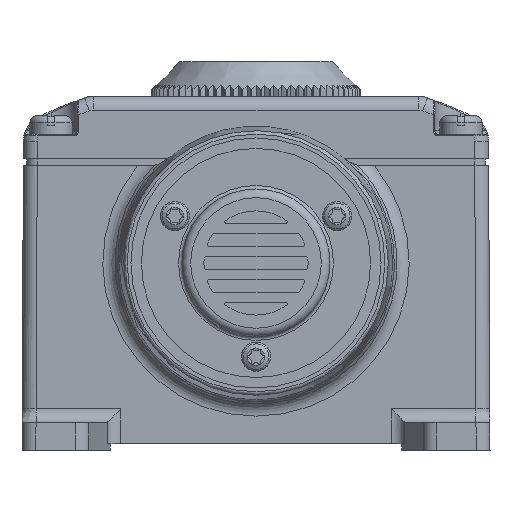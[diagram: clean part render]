
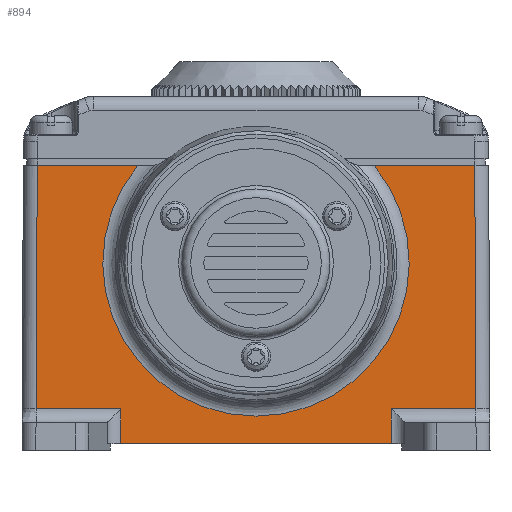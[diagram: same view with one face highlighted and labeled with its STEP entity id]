
A CAD part, left-side view. The second image highlights one B-rep face of the part: STEP entity #894.
In plain terms, the highlighted planar face has unit normal (-1, 0, 0).
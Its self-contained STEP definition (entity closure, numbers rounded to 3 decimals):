
#894 = ADVANCED_FACE( '', ( #2551 ), #2552, .F. );
#2551 = FACE_OUTER_BOUND( '', #5145, .T. );
#2552 = PLANE( '', #5146 );
#5145 = EDGE_LOOP( '', ( #9999, #10000, #10001, #10002, #10003, #10004, #10005, #10006, #10007, #10008 ) );
#5146 = AXIS2_PLACEMENT_3D( '', #10009, #10010, #10011 );
#9999 = ORIENTED_EDGE( '', *, *, #17267, .T. );
#10000 = ORIENTED_EDGE( '', *, *, #17268, .T. );
#10001 = ORIENTED_EDGE( '', *, *, #17139, .T. );
#10002 = ORIENTED_EDGE( '', *, *, #17269, .F. );
#10003 = ORIENTED_EDGE( '', *, *, #17270, .F. );
#10004 = ORIENTED_EDGE( '', *, *, #17271, .F. );
#10005 = ORIENTED_EDGE( '', *, *, #17272, .F. );
#10006 = ORIENTED_EDGE( '', *, *, #17273, .F. );
#10007 = ORIENTED_EDGE( '', *, *, #17274, .T. );
#10008 = ORIENTED_EDGE( '', *, *, #17275, .T. );
#10009 = CARTESIAN_POINT( '', ( -45.5, 33.5, 40. ) );
#10010 = DIRECTION( '', ( 1., 0., 0. ) );
#10011 = DIRECTION( '', ( 0., 1., 0. ) );
#17139 = EDGE_CURVE( '', #20105, #20103, #20106, .T. );
#17267 = EDGE_CURVE( '', #20334, #20335, #20336, .T. );
#17268 = EDGE_CURVE( '', #20335, #20105, #20337, .T. );
#17269 = EDGE_CURVE( '', #20338, #20103, #20339, .T. );
#17270 = EDGE_CURVE( '', #20340, #20338, #20341, .T. );
#17271 = EDGE_CURVE( '', #20342, #20340, #20343, .T. );
#17272 = EDGE_CURVE( '', #20344, #20342, #20345, .T. );
#17273 = EDGE_CURVE( '', #20134, #20344, #20346, .T. );
#17274 = EDGE_CURVE( '', #20134, #20347, #20348, .T. );
#17275 = EDGE_CURVE( '', #20347, #20334, #20349, .T. );
#20103 = VERTEX_POINT( '', #24528 );
#20105 = VERTEX_POINT( '', #24550 );
#20106 = LINE( '', #24551, #24552 );
#20134 = VERTEX_POINT( '', #24607 );
#20334 = VERTEX_POINT( '', #24959 );
#20335 = VERTEX_POINT( '', #24960 );
#20336 = CIRCLE( '', #24961, 22.061 );
#20337 = LINE( '', #24962, #24963 );
#20338 = VERTEX_POINT( '', #24964 );
#20339 = LINE( '', #24965, #24966 );
#20340 = VERTEX_POINT( '', #24967 );
#20341 = LINE( '', #24968, #24969 );
#20342 = VERTEX_POINT( '', #24970 );
#20343 = LINE( '', #24971, #24972 );
#20344 = VERTEX_POINT( '', #24973 );
#20345 = LINE( '', #24974, #24975 );
#20346 = LINE( '', #24976, #24977 );
#20347 = VERTEX_POINT( '', #24978 );
#20348 = LINE( '', #24979, #24980 );
#20349 = LINE( '', #24981, #24982 );
#24528 = CARTESIAN_POINT( '', ( -45.5, 31.667, 5. ) );
#24550 = CARTESIAN_POINT( '', ( -45.5, 31.5, 40. ) );
#24551 = CARTESIAN_POINT( '', ( -45.5, 31.5, 40. ) );
#24552 = VECTOR( '', #33062, 1000. );
#24607 = CARTESIAN_POINT( '', ( -45.5, -31.667, 5. ) );
#24959 = CARTESIAN_POINT( '', ( -45.5, -17.049, 40. ) );
#24960 = CARTESIAN_POINT( '', ( -45.5, 17.049, 40. ) );
#24961 = AXIS2_PLACEMENT_3D( '', #33217, #33218, #33219 );
#24962 = CARTESIAN_POINT( '', ( -45.5, 17.049, 40. ) );
#24963 = VECTOR( '', #33220, 1000. );
#24964 = CARTESIAN_POINT( '', ( -45.5, 19.482, 5. ) );
#24965 = CARTESIAN_POINT( '', ( -45.5, 19.482, 5. ) );
#24966 = VECTOR( '', #33221, 1000. );
#24967 = CARTESIAN_POINT( '', ( -45.5, 19.482, 0. ) );
#24968 = CARTESIAN_POINT( '', ( -45.5, 19.482, 0. ) );
#24969 = VECTOR( '', #33222, 1000. );
#24970 = CARTESIAN_POINT( '', ( -45.5, -19.482, 0. ) );
#24971 = CARTESIAN_POINT( '', ( -45.5, -19.482, 0. ) );
#24972 = VECTOR( '', #33223, 1000. );
#24973 = CARTESIAN_POINT( '', ( -45.5, -19.482, 5. ) );
#24974 = CARTESIAN_POINT( '', ( -45.5, -19.482, 5. ) );
#24975 = VECTOR( '', #33224, 1000. );
#24976 = CARTESIAN_POINT( '', ( -45.5, -31.667, 5. ) );
#24977 = VECTOR( '', #33225, 1000. );
#24978 = CARTESIAN_POINT( '', ( -45.5, -31.5, 40. ) );
#24979 = CARTESIAN_POINT( '', ( -45.5, -31.667, 5. ) );
#24980 = VECTOR( '', #33226, 1000. );
#24981 = CARTESIAN_POINT( '', ( -45.5, -31.5, 40. ) );
#24982 = VECTOR( '', #33227, 1000. );
#33062 = DIRECTION( '', ( 0., 0.005, -1. ) );
#33217 = CARTESIAN_POINT( '', ( -45.5, 0., 26. ) );
#33218 = DIRECTION( '', ( 1., 0., 0. ) );
#33219 = DIRECTION( '', ( 0., -0.773, 0.635 ) );
#33220 = DIRECTION( '', ( 0., 1., 0. ) );
#33221 = DIRECTION( '', ( 0., 1., 0. ) );
#33222 = DIRECTION( '', ( 0., 0., 1. ) );
#33223 = DIRECTION( '', ( 0., 1., 0. ) );
#33224 = DIRECTION( '', ( 0., 0., -1. ) );
#33225 = DIRECTION( '', ( 0., 1., 0. ) );
#33226 = DIRECTION( '', ( 0., 0.005, 1. ) );
#33227 = DIRECTION( '', ( 0., 1., 0. ) );
